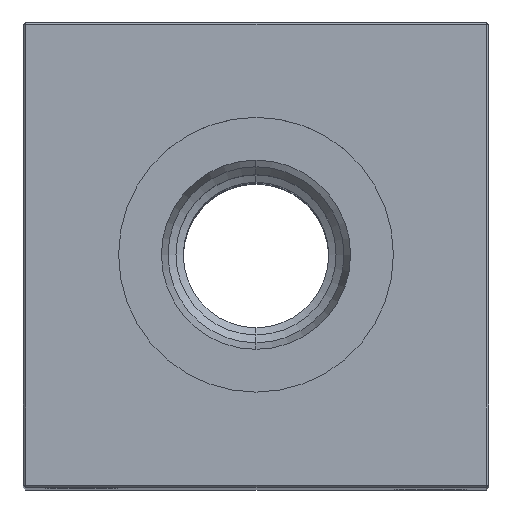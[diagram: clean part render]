
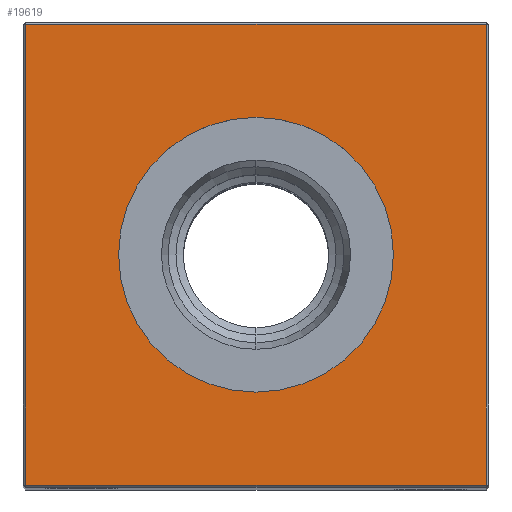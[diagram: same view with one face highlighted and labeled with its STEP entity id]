
A CAD part, top view. The second image highlights one B-rep face of the part: STEP entity #19619.
In plain terms, the highlighted planar face has unit normal (0, 0, 1).
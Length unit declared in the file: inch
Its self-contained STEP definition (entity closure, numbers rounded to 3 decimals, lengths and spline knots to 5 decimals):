
#21 = LINE ( 'NONE', #23729, #22436 ) ;
#558 = VECTOR ( 'NONE', #15160, 39.37008 ) ;
#1112 = VECTOR ( 'NONE', #14268, 39.37008 ) ;
#1222 = CIRCLE ( 'NONE', #17080, 0.59055 ) ;
#1382 = CARTESIAN_POINT ( 'NONE',  ( 0., 0., 6.25 ) ) ;
#1723 = EDGE_CURVE ( 'NONE', #13234, #2811, #2675, .T. ) ;
#2041 = DIRECTION ( 'NONE',  ( 0., 0., -1. ) ) ;
#2477 = FACE_OUTER_BOUND ( 'NONE', #13576, .T. ) ;
#2675 = LINE ( 'NONE', #26096, #558 ) ;
#2811 = VERTEX_POINT ( 'NONE', #12078 ) ;
#3591 = ORIENTED_EDGE ( 'NONE', *, *, #12791, .T. ) ;
#4182 = VERTEX_POINT ( 'NONE', #4421 ) ;
#4421 = CARTESIAN_POINT ( 'NONE',  ( -0.99, -0.99, 6.25 ) ) ;
#5404 = CARTESIAN_POINT ( 'NONE',  ( 0., 0.59055, 6.25 ) ) ;
#5880 = LINE ( 'NONE', #16119, #1112 ) ;
#6093 = CARTESIAN_POINT ( 'NONE',  ( 0., -0.59055, 6.25 ) ) ;
#6398 = CARTESIAN_POINT ( 'NONE',  ( 0.99, 0.99, 6.25 ) ) ;
#6575 = DIRECTION ( 'NONE',  ( -1., 0., 0. ) ) ;
#7169 = PLANE ( 'NONE',  #25646 ) ;
#7719 = LINE ( 'NONE', #16918, #15243 ) ;
#7734 = ORIENTED_EDGE ( 'NONE', *, *, #1723, .T. ) ;
#7974 = CIRCLE ( 'NONE', #17464, 0.59055 ) ;
#8154 = ORIENTED_EDGE ( 'NONE', *, *, #18399, .T. ) ;
#10811 = ORIENTED_EDGE ( 'NONE', *, *, #16450, .T. ) ;
#11257 = DIRECTION ( 'NONE',  ( 0., 1., 0. ) ) ;
#11292 = DIRECTION ( 'NONE',  ( -1., 0., 0. ) ) ;
#12078 = CARTESIAN_POINT ( 'NONE',  ( -0.99, 0.99, 6.25 ) ) ;
#12791 = EDGE_CURVE ( 'NONE', #19310, #26611, #7974, .T. ) ;
#13234 = VERTEX_POINT ( 'NONE', #6398 ) ;
#13576 = EDGE_LOOP ( 'NONE', ( #22256, #8154, #21042, #7734 ) ) ;
#14153 = DIRECTION ( 'NONE',  ( 0., 0., -1. ) ) ;
#14268 = DIRECTION ( 'NONE',  ( 1., 0., 0. ) ) ;
#15160 = DIRECTION ( 'NONE',  ( -1., 0., 0. ) ) ;
#15243 = VECTOR ( 'NONE', #27582, 39.37008 ) ;
#16119 = CARTESIAN_POINT ( 'NONE',  ( 0., -0.99, 6.25 ) ) ;
#16128 = CARTESIAN_POINT ( 'NONE',  ( 0.99, -0.99, 6.25 ) ) ;
#16450 = EDGE_CURVE ( 'NONE', #26611, #19310, #1222, .T. ) ;
#16918 = CARTESIAN_POINT ( 'NONE',  ( -0.99, 0., 6.25 ) ) ;
#17080 = AXIS2_PLACEMENT_3D ( 'NONE', #1382, #14153, #20410 ) ;
#17374 = DIRECTION ( 'NONE',  ( 0., 0., -1. ) ) ;
#17464 = AXIS2_PLACEMENT_3D ( 'NONE', #27858, #2041, #6575 ) ;
#18399 = EDGE_CURVE ( 'NONE', #4182, #22717, #5880, .T. ) ;
#19150 = EDGE_CURVE ( 'NONE', #22717, #13234, #21, .T. ) ;
#19310 = VERTEX_POINT ( 'NONE', #5404 ) ;
#19416 = EDGE_LOOP ( 'NONE', ( #3591, #10811 ) ) ;
#19619 = ADVANCED_FACE ( 'NONE', ( #2477, #22343 ), #7169, .F. ) ;
#20410 = DIRECTION ( 'NONE',  ( -1., 0., 0. ) ) ;
#21042 = ORIENTED_EDGE ( 'NONE', *, *, #19150, .T. ) ;
#21635 = EDGE_CURVE ( 'NONE', #2811, #4182, #7719, .T. ) ;
#22256 = ORIENTED_EDGE ( 'NONE', *, *, #21635, .T. ) ;
#22343 = FACE_BOUND ( 'NONE', #19416, .T. ) ;
#22436 = VECTOR ( 'NONE', #11257, 39.37008 ) ;
#22717 = VERTEX_POINT ( 'NONE', #16128 ) ;
#23729 = CARTESIAN_POINT ( 'NONE',  ( 0.99, 0., 6.25 ) ) ;
#25646 = AXIS2_PLACEMENT_3D ( 'NONE', #26461, #17374, #11292 ) ;
#26096 = CARTESIAN_POINT ( 'NONE',  ( 0., 0.99, 6.25 ) ) ;
#26461 = CARTESIAN_POINT ( 'NONE',  ( 0., 0., 6.25 ) ) ;
#26611 = VERTEX_POINT ( 'NONE', #6093 ) ;
#27582 = DIRECTION ( 'NONE',  ( 0., -1., 0. ) ) ;
#27858 = CARTESIAN_POINT ( 'NONE',  ( 0., 0., 6.25 ) ) ;
